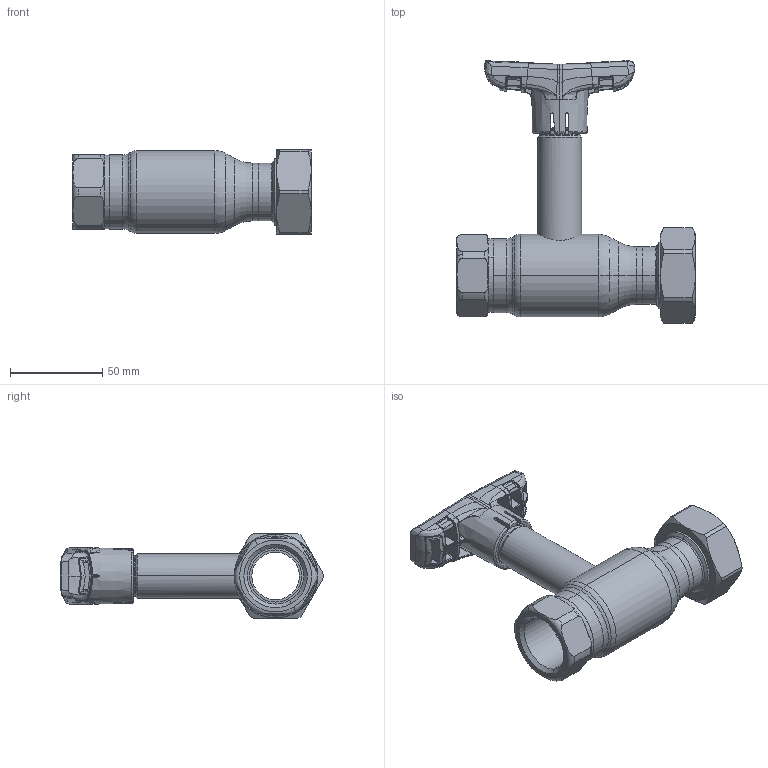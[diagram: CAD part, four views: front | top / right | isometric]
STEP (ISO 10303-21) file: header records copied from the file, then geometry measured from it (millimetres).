
FILE_DESCRIPTION (( 'STEP AP214' ), '1' );
FILE_NAME ('1025002201-1400.step', '2024-01-16T11:16:39', ( '' ), ( '' ), 'SwSTEP 2.0', 'SolidWorks 2021', '' );
FILE_SCHEMA (( 'AUTOMOTIVE_DESIGN' ));
Length unit declared in the file: millimetre
Products named in the file (1): 1025002201-1400
Bounding box: 129.7 x 142.78 x 46 mm (x, y, z)
Surface area: 46259.5 mm2 (no closed solid volume)
Topology: 0 solids, 14 shells, 638 faces, 1913 edges, 1220 vertices
Faces by surface type: bspline 459, plane 58, cylinder 53, torus 36, cone 26, sphere 6
Entity records: 55924 total; most frequent: CARTESIAN_POINT 36138, ORIENTED_EDGE 3268, EDGE_CURVE 1901, DIRECTION 1395, B_SPLINE_CURVE_WITH_KNOTS 1291, VERTEX_POINT 1217, EDGE_LOOP 649, UNCERTAINTY_MEASURE_WITH_UNIT 637
